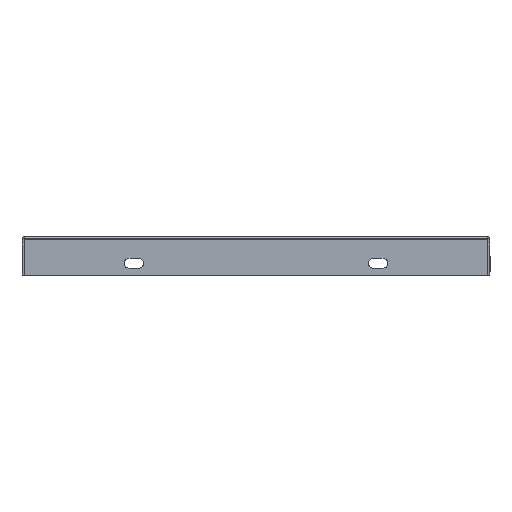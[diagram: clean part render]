
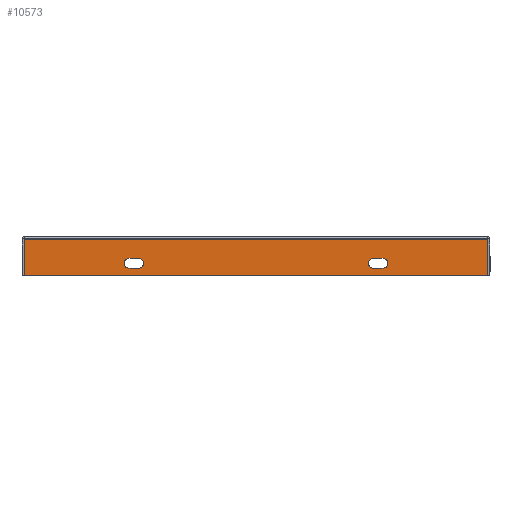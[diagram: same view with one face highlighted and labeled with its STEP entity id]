
A CAD part, left-side view. The second image highlights one B-rep face of the part: STEP entity #10573.
In plain terms, the highlighted planar face has unit normal (-1, 0, 0).
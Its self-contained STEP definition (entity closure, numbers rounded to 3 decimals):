
#1 = EDGE_CURVE ( 'NONE', #17384, #16015, #4567, .T. ) ;
#45 = DIRECTION ( 'NONE',  ( -1., 0., 0. ) ) ;
#48 = DIRECTION ( 'NONE',  ( 0., 1., 0. ) ) ;
#62 = CARTESIAN_POINT ( 'NONE',  ( -848.5, -103.99, -20. ) ) ;
#77 = CARTESIAN_POINT ( 'NONE',  ( -848.5, -95.99, -24. ) ) ;
#99 = CARTESIAN_POINT ( 'NONE',  ( -848.5, -189.49, -0.1 ) ) ;
#158 = CARTESIAN_POINT ( 'NONE',  ( -848.5, 189.49, -0.1 ) ) ;
#300 = CARTESIAN_POINT ( 'NONE',  ( -848.5, 95.99, -20. ) ) ;
#304 = DIRECTION ( 'NONE',  ( -1., 0., 0. ) ) ;
#305 = DIRECTION ( 'NONE',  ( 0., -1., 0. ) ) ;
#680 = AXIS2_PLACEMENT_3D ( 'NONE', #12888, #12876, #12875 ) ;
#1144 = CARTESIAN_POINT ( 'NONE',  ( -848.5, -103.99, -24. ) ) ;
#1164 = CARTESIAN_POINT ( 'NONE',  ( -848.5, -189.49, -30. ) ) ;
#1169 = CARTESIAN_POINT ( 'NONE',  ( -848.5, -95.99, -16. ) ) ;
#1172 = CARTESIAN_POINT ( 'NONE',  ( -848.5, 95.99, -24. ) ) ;
#1226 = CARTESIAN_POINT ( 'NONE',  ( -848.5, 103.99, -16. ) ) ;
#1232 = CARTESIAN_POINT ( 'NONE',  ( -848.5, 189.49, -30. ) ) ;
#1267 = DIRECTION ( 'NONE',  ( 0., -1., 0. ) ) ;
#1268 = DIRECTION ( 'NONE',  ( -1., 0., 0. ) ) ;
#1270 = CARTESIAN_POINT ( 'NONE',  ( -848.5, 103.99, -24. ) ) ;
#1272 = CARTESIAN_POINT ( 'NONE',  ( -848.5, 95.99, -20. ) ) ;
#1273 = DIRECTION ( 'NONE',  ( 0., 1., 0. ) ) ;
#1276 = DIRECTION ( 'NONE',  ( 0., -1., 0. ) ) ;
#1277 = DIRECTION ( 'NONE',  ( -1., 0., 0. ) ) ;
#1279 = CARTESIAN_POINT ( 'NONE',  ( -848.5, 103.99, -20. ) ) ;
#1282 = DIRECTION ( 'NONE',  ( 0., -1., 0. ) ) ;
#1283 = CARTESIAN_POINT ( 'NONE',  ( -848.5, 103.99, -16. ) ) ;
#1284 = DIRECTION ( 'NONE',  ( 0., -1., 0. ) ) ;
#1286 = CARTESIAN_POINT ( 'NONE',  ( -848.5, 103.99, -24. ) ) ;
#1287 = DIRECTION ( 'NONE',  ( 0., 1., 0. ) ) ;
#1289 = CARTESIAN_POINT ( 'NONE',  ( -848.5, -103.99, -24. ) ) ;
#1295 = CARTESIAN_POINT ( 'NONE',  ( -848.5, -95.99, -20. ) ) ;
#1299 = DIRECTION ( 'NONE',  ( 0., 0., 1. ) ) ;
#1301 = DIRECTION ( 'NONE',  ( 0., 0., -1. ) ) ;
#1302 = CARTESIAN_POINT ( 'NONE',  ( -848.5, 189.49, -30. ) ) ;
#1303 = DIRECTION ( 'NONE',  ( -1., 0., 0. ) ) ;
#1307 = CARTESIAN_POINT ( 'NONE',  ( -848.5, -189.49, 0. ) ) ;
#1308 = DIRECTION ( 'NONE',  ( 0., -1., 0. ) ) ;
#1314 = DIRECTION ( 'NONE',  ( 0., 1., 0. ) ) ;
#1317 = CARTESIAN_POINT ( 'NONE',  ( -848.5, 189.49, -0.1 ) ) ;
#1331 = CARTESIAN_POINT ( 'NONE',  ( -848.5, -103.99, -16. ) ) ;
#1737 = FACE_OUTER_BOUND ( 'NONE', #16315, .T. ) ;
#1739 = FACE_BOUND ( 'NONE', #16318, .T. ) ;
#1745 = FACE_BOUND ( 'NONE', #16494, .T. ) ;
#2014 = CARTESIAN_POINT ( 'NONE',  ( -848.5, 91.99, -20. ) ) ;
#2782 = CARTESIAN_POINT ( 'NONE',  ( -848.5, 95.99, -16. ) ) ;
#3061 = CARTESIAN_POINT ( 'NONE',  ( -848.5, -103.99, -16. ) ) ;
#3352 = CARTESIAN_POINT ( 'NONE',  ( -848.5, -107.99, -20. ) ) ;
#4567 = CIRCLE ( 'NONE', #17151, 4. ) ;
#5408 = LINE ( 'NONE', #8211, #5411 ) ;
#5411 = VECTOR ( 'NONE', #8213, 1000. ) ;
#8211 = CARTESIAN_POINT ( 'NONE',  ( -848.5, -189.49, -30. ) ) ;
#8213 = DIRECTION ( 'NONE',  ( 0., -1., 0. ) ) ;
#9396 = ORIENTED_EDGE ( 'NONE', *, *, #16144, .T. ) ;
#9426 = ORIENTED_EDGE ( 'NONE', *, *, #18334, .T. ) ;
#9478 = ORIENTED_EDGE ( 'NONE', *, *, #17152, .F. ) ;
#9491 = ORIENTED_EDGE ( 'NONE', *, *, #16145, .T. ) ;
#9531 = ORIENTED_EDGE ( 'NONE', *, *, #16142, .F. ) ;
#9669 = ORIENTED_EDGE ( 'NONE', *, *, #16141, .F. ) ;
#9710 = ORIENTED_EDGE ( 'NONE', *, *, #1, .F. ) ;
#9720 = ORIENTED_EDGE ( 'NONE', *, *, #17573, .F. ) ;
#9730 = ORIENTED_EDGE ( 'NONE', *, *, #17147, .F. ) ;
#9740 = ORIENTED_EDGE ( 'NONE', *, *, #17146, .F. ) ;
#9800 = ORIENTED_EDGE ( 'NONE', *, *, #17564, .F. ) ;
#9810 = ORIENTED_EDGE ( 'NONE', *, *, #17148, .F. ) ;
#9820 = ORIENTED_EDGE ( 'NONE', *, *, #17144, .F. ) ;
#9890 = ORIENTED_EDGE ( 'NONE', *, *, #17145, .F. ) ;
#10573 = ADVANCED_FACE ( 'NONE', ( #1745, #1739, #1737 ), #12878, .F. ) ;
#11921 = LINE ( 'NONE', #1317, #11926 ) ;
#11922 = LINE ( 'NONE', #1331, #11924 ) ;
#11924 = VECTOR ( 'NONE', #1314, 1000. ) ;
#11925 = LINE ( 'NONE', #1307, #11930 ) ;
#11926 = VECTOR ( 'NONE', #1308, 1000. ) ;
#11928 = LINE ( 'NONE', #1302, #11929 ) ;
#11929 = VECTOR ( 'NONE', #1301, 1000. ) ;
#11930 = VECTOR ( 'NONE', #1299, 1000. ) ;
#11936 = LINE ( 'NONE', #1286, #11940 ) ;
#11937 = VECTOR ( 'NONE', #1284, 1000. ) ;
#11938 = LINE ( 'NONE', #1289, #11937 ) ;
#11939 = CIRCLE ( 'NONE', #13601, 4. ) ;
#11940 = VECTOR ( 'NONE', #1282, 1000. ) ;
#11941 = VECTOR ( 'NONE', #1273, 1000. ) ;
#11944 = LINE ( 'NONE', #1283, #11941 ) ;
#11945 = CIRCLE ( 'NONE', #13605, 4. ) ;
#11950 = CIRCLE ( 'NONE', #13602, 4. ) ;
#12028 = CIRCLE ( 'NONE', #13626, 4. ) ;
#12039 = CIRCLE ( 'NONE', #13631, 4. ) ;
#12875 = DIRECTION ( 'NONE',  ( 0., 1., 0. ) ) ;
#12876 = DIRECTION ( 'NONE',  ( 1., 0., 0. ) ) ;
#12878 = PLANE ( 'NONE',  #680 ) ;
#12888 = CARTESIAN_POINT ( 'NONE',  ( -848.5, 189.49, 0. ) ) ;
#13601 = AXIS2_PLACEMENT_3D ( 'NONE', #1295, #1303, #1287 ) ;
#13602 = AXIS2_PLACEMENT_3D ( 'NONE', #1272, #1268, #1267 ) ;
#13605 = AXIS2_PLACEMENT_3D ( 'NONE', #1279, #1277, #1276 ) ;
#13626 = AXIS2_PLACEMENT_3D ( 'NONE', #300, #304, #305 ) ;
#13631 = AXIS2_PLACEMENT_3D ( 'NONE', #62, #45, #48 ) ;
#14886 = VERTEX_POINT ( 'NONE', #2782 ) ;
#15451 = VERTEX_POINT ( 'NONE', #3061 ) ;
#15713 = VERTEX_POINT ( 'NONE', #2014 ) ;
#15741 = DIRECTION ( 'NONE',  ( 0., 1., 0. ) ) ;
#15743 = DIRECTION ( 'NONE',  ( -1., 0., 0. ) ) ;
#16015 = VERTEX_POINT ( 'NONE', #3352 ) ;
#16141 = EDGE_CURVE ( 'NONE', #15451, #17365, #11922, .T. ) ;
#16142 = EDGE_CURVE ( 'NONE', #17436, #17488, #11921, .T. ) ;
#16144 = EDGE_CURVE ( 'NONE', #17436, #17317, #11928, .T. ) ;
#16145 = EDGE_CURVE ( 'NONE', #17369, #17488, #11925, .T. ) ;
#16315 = EDGE_LOOP ( 'NONE', ( #9531, #9396, #9426, #9491 ) ) ;
#16318 = EDGE_LOOP ( 'NONE', ( #9740, #9730, #9810, #9800, #9478 ) ) ;
#16494 = EDGE_LOOP ( 'NONE', ( #9890, #9820, #9669, #9720, #9710 ) ) ;
#17144 = EDGE_CURVE ( 'NONE', #17365, #17507, #11939, .T. ) ;
#17145 = EDGE_CURVE ( 'NONE', #17507, #17384, #11938, .T. ) ;
#17146 = EDGE_CURVE ( 'NONE', #17295, #17362, #11936, .T. ) ;
#17147 = EDGE_CURVE ( 'NONE', #17321, #17295, #11945, .T. ) ;
#17148 = EDGE_CURVE ( 'NONE', #14886, #17321, #11944, .T. ) ;
#17151 = AXIS2_PLACEMENT_3D ( 'NONE', #18749, #15743, #15741 ) ;
#17152 = EDGE_CURVE ( 'NONE', #17362, #15713, #11950, .T. ) ;
#17295 = VERTEX_POINT ( 'NONE', #1270 ) ;
#17317 = VERTEX_POINT ( 'NONE', #1232 ) ;
#17321 = VERTEX_POINT ( 'NONE', #1226 ) ;
#17362 = VERTEX_POINT ( 'NONE', #1172 ) ;
#17365 = VERTEX_POINT ( 'NONE', #1169 ) ;
#17369 = VERTEX_POINT ( 'NONE', #1164 ) ;
#17384 = VERTEX_POINT ( 'NONE', #1144 ) ;
#17436 = VERTEX_POINT ( 'NONE', #158 ) ;
#17488 = VERTEX_POINT ( 'NONE', #99 ) ;
#17507 = VERTEX_POINT ( 'NONE', #77 ) ;
#17564 = EDGE_CURVE ( 'NONE', #15713, #14886, #12028, .T. ) ;
#17573 = EDGE_CURVE ( 'NONE', #16015, #15451, #12039, .T. ) ;
#18334 = EDGE_CURVE ( 'NONE', #17317, #17369, #5408, .T. ) ;
#18749 = CARTESIAN_POINT ( 'NONE',  ( -848.5, -103.99, -20. ) ) ;
